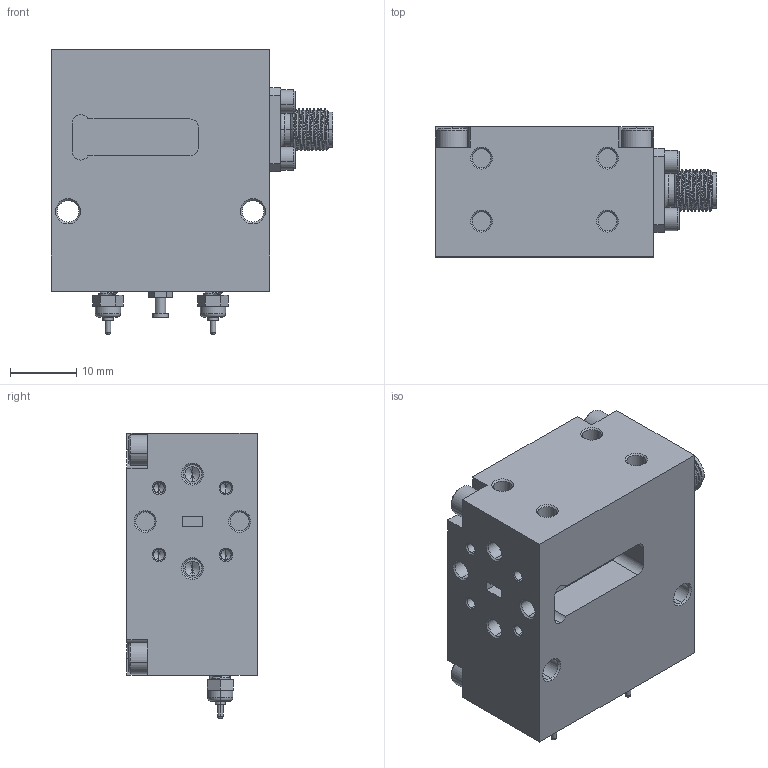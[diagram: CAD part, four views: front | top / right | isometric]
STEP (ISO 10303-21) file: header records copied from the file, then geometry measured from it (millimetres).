
FILE_DESCRIPTION(('STEP AP214'),'1');
FILE_NAME('WR-12 Multiplier Solid Drawing for Customers.step','2019-02-26T19:22:36',(' '),('ANSOFT Corporation'),'Spatial InterOp 3D',' ',' ');
FILE_SCHEMA(('automotive_design'));
Length unit declared in the file: millimetre
Products named in the file (1): 2ClearanceHole1
Bounding box: 42.55 x 19.68 x 43.18 mm (x, y, z)
Volume: 22209.8 mm3; surface area: 8662.1 mm2
Topology: 1 solids, 72 shells, 1372 faces, 3574 edges, 2226 vertices
Faces by surface type: cone 682, cylinder 484, plane 172, torus 22, bspline 8, sphere 4
Entity records: 62736 total; most frequent: CARTESIAN_POINT 17134, DIRECTION 7910, ORIENTED_EDGE 7052, EDGE_CURVE 3526, AXIS2_PLACEMENT_3D 3232, VERTEX_POINT 2226, CIRCLE 1867, EDGE_LOOP 1448
